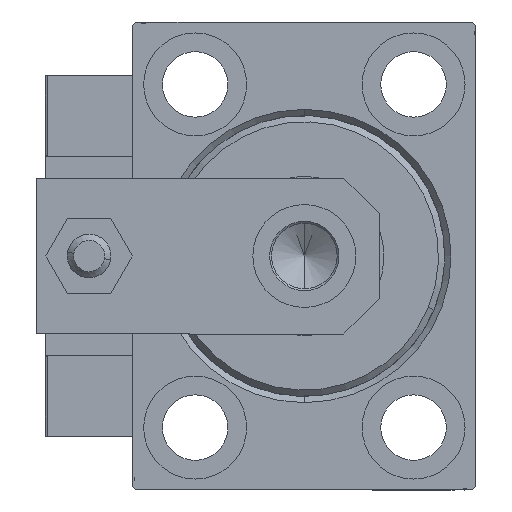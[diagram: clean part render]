
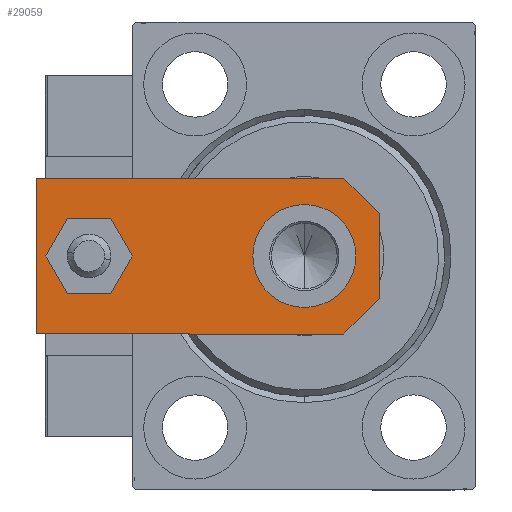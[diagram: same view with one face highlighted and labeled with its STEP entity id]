
A CAD part, left-side view. The second image highlights one B-rep face of the part: STEP entity #29059.
In plain terms, the highlighted face is planar.
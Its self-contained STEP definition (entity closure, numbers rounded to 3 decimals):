
#355 = PLANE ( 'NONE',  #11499 ) ;
#363 = CARTESIAN_POINT ( 'NONE',  ( 3.42, -3.42, 6. ) ) ;
#998 = CARTESIAN_POINT ( 'NONE',  ( 4., 46.5, 6. ) ) ;
#1118 = DIRECTION ( 'NONE',  ( 0., 0., 1. ) ) ;
#2916 = EDGE_CURVE ( 'NONE', #26598, #26348, #23902, .T. ) ;
#3214 = FACE_OUTER_BOUND ( 'NONE', #42081, .T. ) ;
#3556 = LINE ( 'NONE', #38935, #16372 ) ;
#3737 = DIRECTION ( 'NONE',  ( 0., 0., 1. ) ) ;
#4585 = EDGE_LOOP ( 'NONE', ( #21055, #4893 ) ) ;
#4830 = AXIS2_PLACEMENT_3D ( 'NONE', #38866, #3737, #46570 ) ;
#4893 = ORIENTED_EDGE ( 'NONE', *, *, #8561, .F. ) ;
#5895 = DIRECTION ( 'NONE',  ( 1., 0., 0. ) ) ;
#7142 = CARTESIAN_POINT ( 'NONE',  ( 12.5, 5.66, 6. ) ) ;
#7191 = CARTESIAN_POINT ( 'NONE',  ( -8.25, 12., 6. ) ) ;
#7455 = VERTEX_POINT ( 'NONE', #40759 ) ;
#8140 = DIRECTION ( 'NONE',  ( 0.707, -0.707, 0. ) ) ;
#8336 = AXIS2_PLACEMENT_3D ( 'NONE', #49489, #45889, #5895 ) ;
#8561 = EDGE_CURVE ( 'NONE', #33698, #48401, #36356, .T. ) ;
#8742 = AXIS2_PLACEMENT_3D ( 'NONE', #25056, #44280, #9896 ) ;
#9319 = DIRECTION ( 'NONE',  ( 0.707, 0.707, 0. ) ) ;
#9896 = DIRECTION ( 'NONE',  ( 1., 0., 0. ) ) ;
#11037 = ORIENTED_EDGE ( 'NONE', *, *, #18860, .T. ) ;
#11499 = AXIS2_PLACEMENT_3D ( 'NONE', #40103, #1118, #39595 ) ;
#12247 = EDGE_CURVE ( 'NONE', #19058, #31705, #29662, .T. ) ;
#13938 = EDGE_CURVE ( 'NONE', #34610, #16617, #20844, .T. ) ;
#15461 = CIRCLE ( 'NONE', #4830, 8.25 ) ;
#15903 = EDGE_CURVE ( 'NONE', #48401, #33698, #30867, .T. ) ;
#16372 = VECTOR ( 'NONE', #8140, 1000. ) ;
#16617 = VERTEX_POINT ( 'NONE', #7142 ) ;
#17293 = EDGE_LOOP ( 'NONE', ( #49302, #46907 ) ) ;
#18538 = DIRECTION ( 'NONE',  ( -1., 0., 0. ) ) ;
#18860 = EDGE_CURVE ( 'NONE', #16617, #7455, #18952, .T. ) ;
#18952 = LINE ( 'NONE', #50018, #34148 ) ;
#19058 = VERTEX_POINT ( 'NONE', #42014 ) ;
#20844 = LINE ( 'NONE', #363, #32445 ) ;
#21055 = ORIENTED_EDGE ( 'NONE', *, *, #15903, .F. ) ;
#21614 = CARTESIAN_POINT ( 'NONE',  ( -12.5, 0., 6. ) ) ;
#22646 = DIRECTION ( 'NONE',  ( 0., 0., 1. ) ) ;
#22692 = FACE_BOUND ( 'NONE', #4585, .T. ) ;
#23854 = EDGE_CURVE ( 'NONE', #26348, #26598, #15461, .T. ) ;
#23902 = CIRCLE ( 'NONE', #8336, 8.25 ) ;
#25056 = CARTESIAN_POINT ( 'NONE',  ( 0., 46.5, 6. ) ) ;
#25458 = ORIENTED_EDGE ( 'NONE', *, *, #33971, .T. ) ;
#26337 = CARTESIAN_POINT ( 'NONE',  ( -12.5, 55., 6. ) ) ;
#26348 = VERTEX_POINT ( 'NONE', #7191 ) ;
#26598 = VERTEX_POINT ( 'NONE', #49973 ) ;
#26685 = DIRECTION ( 'NONE',  ( 0., 1., 0. ) ) ;
#27492 = EDGE_CURVE ( 'NONE', #31705, #43006, #3556, .T. ) ;
#28475 = ORIENTED_EDGE ( 'NONE', *, *, #12247, .T. ) ;
#29059 = ADVANCED_FACE ( 'NONE', ( #22692, #3214, #35003 ), #355, .T. ) ;
#29114 = VECTOR ( 'NONE', #41972, 1000. ) ;
#29662 = LINE ( 'NONE', #26337, #29114 ) ;
#30344 = ORIENTED_EDGE ( 'NONE', *, *, #27492, .T. ) ;
#30867 = CIRCLE ( 'NONE', #8742, 4. ) ;
#31656 = CARTESIAN_POINT ( 'NONE',  ( -6.84, 0., 6. ) ) ;
#31705 = VERTEX_POINT ( 'NONE', #50135 ) ;
#32130 = ORIENTED_EDGE ( 'NONE', *, *, #47534, .T. ) ;
#32445 = VECTOR ( 'NONE', #9319, 1000. ) ;
#33698 = VERTEX_POINT ( 'NONE', #998 ) ;
#33699 = CARTESIAN_POINT ( 'NONE',  ( 12.5, 55., 6. ) ) ;
#33971 = EDGE_CURVE ( 'NONE', #43006, #34610, #44717, .T. ) ;
#34148 = VECTOR ( 'NONE', #26685, 1000. ) ;
#34610 = VERTEX_POINT ( 'NONE', #36392 ) ;
#35003 = FACE_BOUND ( 'NONE', #17293, .T. ) ;
#35453 = DIRECTION ( 'NONE',  ( 1., 0., 0. ) ) ;
#36356 = CIRCLE ( 'NONE', #40460, 4. ) ;
#36392 = CARTESIAN_POINT ( 'NONE',  ( 6.84, 0., 6. ) ) ;
#36908 = CARTESIAN_POINT ( 'NONE',  ( -4., 46.5, 6. ) ) ;
#37088 = VECTOR ( 'NONE', #39667, 1000. ) ;
#37192 = ORIENTED_EDGE ( 'NONE', *, *, #13938, .T. ) ;
#38866 = CARTESIAN_POINT ( 'NONE',  ( 0., 12., 6. ) ) ;
#38935 = CARTESIAN_POINT ( 'NONE',  ( -3.42, -3.42, 6. ) ) ;
#39595 = DIRECTION ( 'NONE',  ( 1., 0., 0. ) ) ;
#39667 = DIRECTION ( 'NONE',  ( 1., 0., 0. ) ) ;
#40103 = CARTESIAN_POINT ( 'NONE',  ( 0., 0., 6. ) ) ;
#40460 = AXIS2_PLACEMENT_3D ( 'NONE', #43394, #22646, #35453 ) ;
#40759 = CARTESIAN_POINT ( 'NONE',  ( 12.5, 55., 6. ) ) ;
#41972 = DIRECTION ( 'NONE',  ( 0., -1., 0. ) ) ;
#42014 = CARTESIAN_POINT ( 'NONE',  ( -12.5, 55., 6. ) ) ;
#42081 = EDGE_LOOP ( 'NONE', ( #28475, #30344, #25458, #37192, #11037, #32130 ) ) ;
#43006 = VERTEX_POINT ( 'NONE', #31656 ) ;
#43394 = CARTESIAN_POINT ( 'NONE',  ( 0., 46.5, 6. ) ) ;
#44280 = DIRECTION ( 'NONE',  ( 0., 0., 1. ) ) ;
#44717 = LINE ( 'NONE', #21614, #37088 ) ;
#45226 = LINE ( 'NONE', #33699, #47228 ) ;
#45889 = DIRECTION ( 'NONE',  ( 0., 0., 1. ) ) ;
#46570 = DIRECTION ( 'NONE',  ( 1., 0., 0. ) ) ;
#46907 = ORIENTED_EDGE ( 'NONE', *, *, #2916, .F. ) ;
#47228 = VECTOR ( 'NONE', #18538, 1000. ) ;
#47534 = EDGE_CURVE ( 'NONE', #7455, #19058, #45226, .T. ) ;
#48401 = VERTEX_POINT ( 'NONE', #36908 ) ;
#49302 = ORIENTED_EDGE ( 'NONE', *, *, #23854, .F. ) ;
#49489 = CARTESIAN_POINT ( 'NONE',  ( 0., 12., 6. ) ) ;
#49973 = CARTESIAN_POINT ( 'NONE',  ( 8.25, 12., 6. ) ) ;
#50018 = CARTESIAN_POINT ( 'NONE',  ( 12.5, 0., 6. ) ) ;
#50135 = CARTESIAN_POINT ( 'NONE',  ( -12.5, 5.66, 6. ) ) ;
